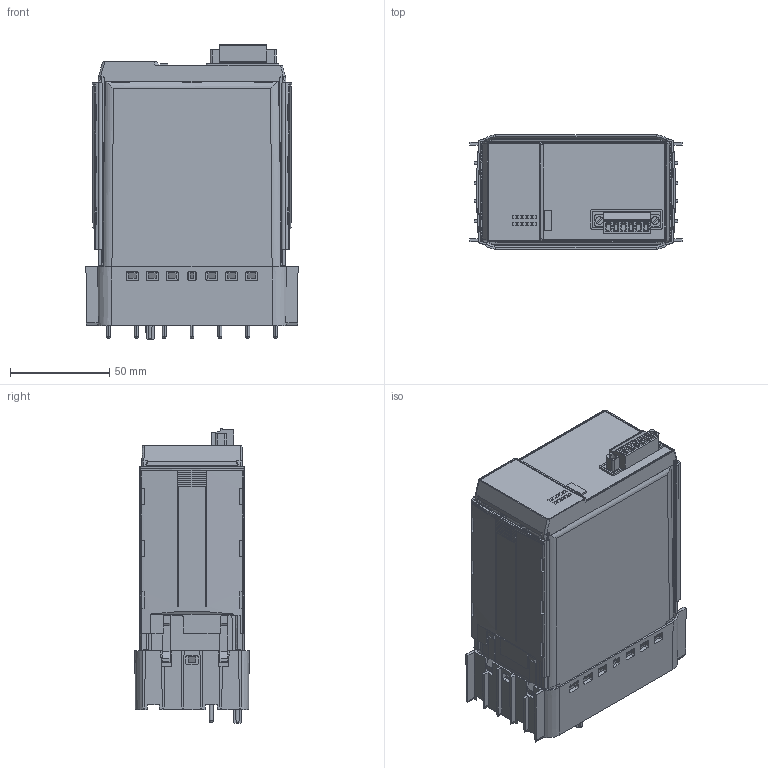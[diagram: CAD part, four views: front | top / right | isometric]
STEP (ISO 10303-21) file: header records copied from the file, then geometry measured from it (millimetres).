
FILE_DESCRIPTION((''),'2;1');
FILE_NAME('CAD-8532_SCHRUMPF_6ER_ASM','2022-10-06T14:40:43',('creinig-se'),(''),'CREO PARAMETRIC BY PTC INC, 2019292','CREO PARAMETRIC BY PTC INC, 2019292','');
FILE_SCHEMA(('CONFIG_CONTROL_DESIGN','SHAPE_APPEARANCE_LAYERS_GROUPS'));
Products named in the file (3): CAD-8532_SCHRUMPF_CAD2153; CAD-1827745_6PIN; CAD-8532_SCHRUMPF_6ER_ASM
Assembly tree (2 placements, depth 2):
  CAD-8532_SCHRUMPF_6ER_ASM
    CAD-8532_SCHRUMPF_CAD2153
    CAD-1827745_6PIN
Bounding box: 106.62 x 57.5 x 148.25 mm (x, y, z)
Volume: 623231.5 mm3; surface area: 99003.6 mm2
Topology: 2 solids, 2 shells, 2896 faces, 8171 edges, 5319 vertices
Faces by surface type: plane 1822, cylinder 671, cone 148, bspline 143, torus 74, sphere 28, extrusion 10
Entity records: 123079 total; most frequent: CARTESIAN_POINT 32453, ORIENTED_EDGE 16286, DIRECTION 12727, EDGE_CURVE 8143, VERTEX_POINT 5319, VECTOR 5243, LINE 5233, AXIS2_PLACEMENT_3D 3742
